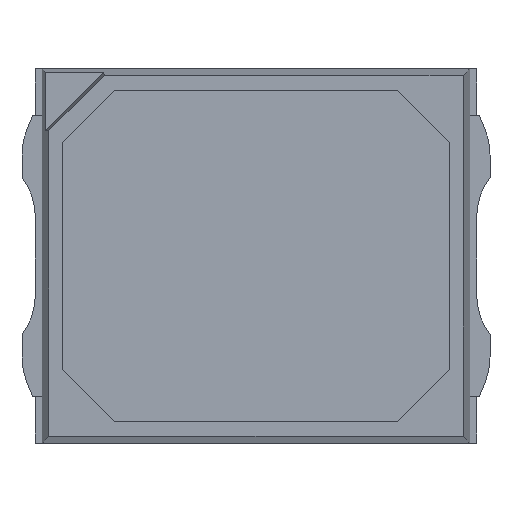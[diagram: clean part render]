
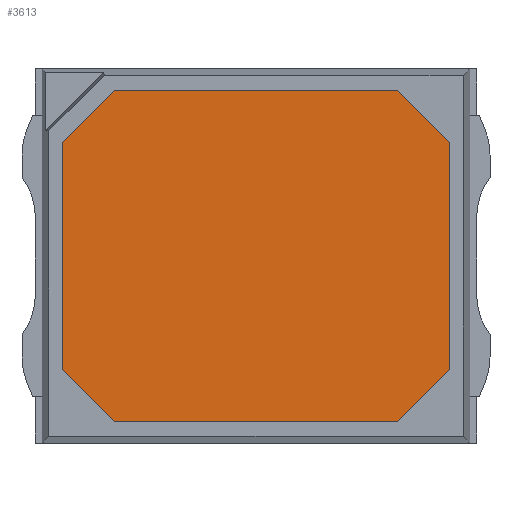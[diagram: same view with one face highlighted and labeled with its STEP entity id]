
A CAD part, top view. The second image highlights one B-rep face of the part: STEP entity #3613.
In plain terms, the highlighted planar face has unit normal (0, 0, 1).
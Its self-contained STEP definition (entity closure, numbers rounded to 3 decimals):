
#709=ORIENTED_EDGE('',*,*,#1227,.F.);
#710=ORIENTED_EDGE('',*,*,#1206,.F.);
#711=ORIENTED_EDGE('',*,*,#1210,.F.);
#712=ORIENTED_EDGE('',*,*,#1213,.F.);
#713=ORIENTED_EDGE('',*,*,#1216,.F.);
#714=ORIENTED_EDGE('',*,*,#1219,.F.);
#715=ORIENTED_EDGE('',*,*,#1222,.F.);
#716=ORIENTED_EDGE('',*,*,#1225,.F.);
#1206=EDGE_CURVE('',#1515,#1516,#1801,.T.);
#1210=EDGE_CURVE('',#1518,#1515,#1805,.T.);
#1213=EDGE_CURVE('',#1520,#1518,#1808,.T.);
#1216=EDGE_CURVE('',#1522,#1520,#1811,.T.);
#1219=EDGE_CURVE('',#1524,#1522,#1814,.T.);
#1222=EDGE_CURVE('',#1526,#1524,#1817,.T.);
#1225=EDGE_CURVE('',#1528,#1526,#1820,.T.);
#1227=EDGE_CURVE('',#1516,#1528,#1822,.T.);
#1515=VERTEX_POINT('',#5761);
#1516=VERTEX_POINT('',#5763);
#1518=VERTEX_POINT('',#5769);
#1520=VERTEX_POINT('',#5775);
#1522=VERTEX_POINT('',#5781);
#1524=VERTEX_POINT('',#5787);
#1526=VERTEX_POINT('',#5793);
#1528=VERTEX_POINT('',#5799);
#1801=LINE('',#5762,#2103);
#1805=LINE('',#5770,#2107);
#1808=LINE('',#5776,#2110);
#1811=LINE('',#5782,#2113);
#1814=LINE('',#5788,#2116);
#1817=LINE('',#5794,#2119);
#1820=LINE('',#5800,#2122);
#1822=LINE('',#5803,#2124);
#2103=VECTOR('',#4398,1000.);
#2107=VECTOR('',#4404,1000.);
#2110=VECTOR('',#4409,1000.);
#2113=VECTOR('',#4414,1000.);
#2116=VECTOR('',#4419,1000.);
#2119=VECTOR('',#4424,1000.);
#2122=VECTOR('',#4429,1000.);
#2124=VECTOR('',#4433,1000.);
#2358=EDGE_LOOP('',(#709,#710,#711,#712,#713,#714,#715,#716));
#2548=FACE_BOUND('',#2358,.T.);
#2685=PLANE('',#3833);
#3613=ADVANCED_FACE('',(#2548),#2685,.F.);
#3833=AXIS2_PLACEMENT_3D('',#5805,#4436,#4437);
#4398=DIRECTION('',(0.707,0.707,0.));
#4404=DIRECTION('',(0.,1.,0.));
#4409=DIRECTION('',(-0.707,0.707,0.));
#4414=DIRECTION('',(-1.,0.,0.));
#4419=DIRECTION('',(-0.707,-0.707,0.));
#4424=DIRECTION('',(0.,-1.,0.));
#4429=DIRECTION('',(0.707,-0.707,0.));
#4433=DIRECTION('',(1.,0.,0.));
#4436=DIRECTION('',(0.,0.,-1.));
#4437=DIRECTION('',(-1.,0.,0.));
#5761=CARTESIAN_POINT('',(-1.45,0.85,0.7));
#5762=CARTESIAN_POINT('',(-1.45,0.85,0.7));
#5763=CARTESIAN_POINT('',(-1.06,1.24,0.7));
#5769=CARTESIAN_POINT('',(-1.45,-0.85,0.7));
#5770=CARTESIAN_POINT('',(-1.45,-0.85,0.7));
#5775=CARTESIAN_POINT('',(-1.06,-1.24,0.7));
#5776=CARTESIAN_POINT('',(-1.06,-1.24,0.7));
#5781=CARTESIAN_POINT('',(1.06,-1.24,0.7));
#5782=CARTESIAN_POINT('',(1.06,-1.24,0.7));
#5787=CARTESIAN_POINT('',(1.45,-0.85,0.7));
#5788=CARTESIAN_POINT('',(1.45,-0.85,0.7));
#5793=CARTESIAN_POINT('',(1.45,0.85,0.7));
#5794=CARTESIAN_POINT('',(1.45,0.85,0.7));
#5799=CARTESIAN_POINT('',(1.06,1.24,0.7));
#5800=CARTESIAN_POINT('',(1.06,1.24,0.7));
#5803=CARTESIAN_POINT('',(-1.06,1.24,0.7));
#5805=CARTESIAN_POINT('',(0.725,0.62,0.7));
